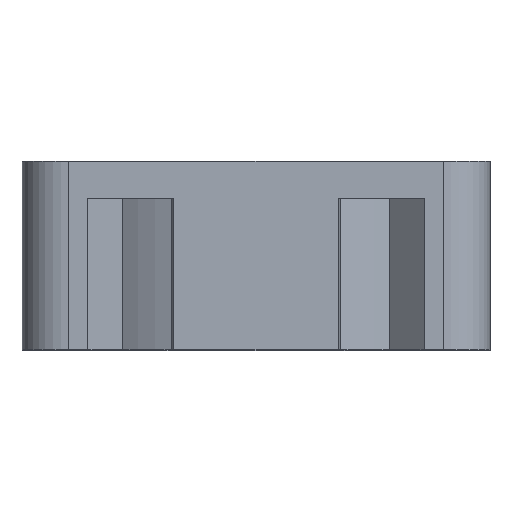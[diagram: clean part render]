
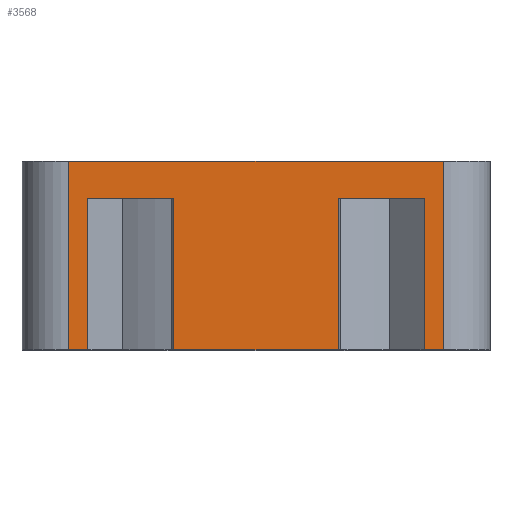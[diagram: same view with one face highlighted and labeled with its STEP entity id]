
A CAD part, top view. The second image highlights one B-rep face of the part: STEP entity #3568.
In plain terms, the highlighted planar face has unit normal (0, 0, 1).
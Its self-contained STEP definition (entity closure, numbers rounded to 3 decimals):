
#132=DIRECTION('',(1.,0.,0.));
#133=VECTOR('',#132,1.036);
#134=CARTESIAN_POINT('',(-10.05,0.,12.55));
#135=LINE('',#134,#133);
#162=DIRECTION('',(1.,0.,0.));
#163=VECTOR('',#162,1.036);
#164=CARTESIAN_POINT('',(9.014,0.,12.55));
#165=LINE('',#164,#163);
#518=DIRECTION('',(1.,0.,0.));
#519=VECTOR('',#518,20.1);
#520=CARTESIAN_POINT('',(-10.05,10.12,12.55));
#521=LINE('',#520,#519);
#1099=DIRECTION('',(0.,-1.,0.));
#1100=VECTOR('',#1099,10.12);
#1101=CARTESIAN_POINT('',(10.05,10.12,12.55));
#1102=LINE('',#1101,#1100);
#1108=DIRECTION('',(-1.,0.,0.));
#1109=VECTOR('',#1108,8.8);
#1110=CARTESIAN_POINT('',(4.4,0.,12.55));
#1111=LINE('',#1110,#1109);
#1112=DIRECTION('',(1.,0.,0.));
#1113=VECTOR('',#1112,4.614);
#1114=CARTESIAN_POINT('',(-9.014,8.12,12.55));
#1115=LINE('',#1114,#1113);
#1116=DIRECTION('',(0.,-1.,0.));
#1117=VECTOR('',#1116,8.12);
#1118=CARTESIAN_POINT('',(-9.014,8.12,12.55));
#1119=LINE('',#1118,#1117);
#1120=DIRECTION('',(0.,-1.,0.));
#1121=VECTOR('',#1120,8.12);
#1122=CARTESIAN_POINT('',(9.014,8.12,12.55));
#1123=LINE('',#1122,#1121);
#1124=DIRECTION('',(1.,0.,0.));
#1125=VECTOR('',#1124,4.614);
#1126=CARTESIAN_POINT('',(4.4,8.12,12.55));
#1127=LINE('',#1126,#1125);
#1128=DIRECTION('',(0.,1.,0.));
#1129=VECTOR('',#1128,8.12);
#1130=CARTESIAN_POINT('',(4.4,0.,12.55));
#1131=LINE('',#1130,#1129);
#1132=DIRECTION('',(0.,1.,0.));
#1133=VECTOR('',#1132,8.12);
#1134=CARTESIAN_POINT('',(-4.4,0.,12.55));
#1135=LINE('',#1134,#1133);
#1152=DIRECTION('',(0.,-1.,0.));
#1153=VECTOR('',#1152,10.12);
#1154=CARTESIAN_POINT('',(-10.05,10.12,12.55));
#1155=LINE('',#1154,#1153);
#1811=CARTESIAN_POINT('',(-9.014,0.,12.55));
#1813=VERTEX_POINT('',#1811);
#1814=CARTESIAN_POINT('',(9.014,0.,12.55));
#1816=VERTEX_POINT('',#1814);
#1844=CARTESIAN_POINT('',(-9.014,8.12,12.55));
#1845=VERTEX_POINT('',#1844);
#1846=CARTESIAN_POINT('',(9.014,8.12,12.55));
#1847=VERTEX_POINT('',#1846);
#1902=CARTESIAN_POINT('',(10.05,0.,12.55));
#1903=VERTEX_POINT('',#1902);
#1904=CARTESIAN_POINT('',(10.05,10.12,12.55));
#1905=VERTEX_POINT('',#1904);
#1906=CARTESIAN_POINT('',(-10.05,10.12,12.55));
#1907=CARTESIAN_POINT('',(-10.05,0.,12.55));
#1908=VERTEX_POINT('',#1906);
#1909=VERTEX_POINT('',#1907);
#1947=CARTESIAN_POINT('',(4.4,8.12,12.55));
#1949=VERTEX_POINT('',#1947);
#1950=CARTESIAN_POINT('',(-4.4,8.12,12.55));
#1952=VERTEX_POINT('',#1950);
#1958=CARTESIAN_POINT('',(4.4,0.,12.55));
#1959=VERTEX_POINT('',#1958);
#1960=CARTESIAN_POINT('',(-4.4,0.,12.55));
#1961=VERTEX_POINT('',#1960);
#3544=CARTESIAN_POINT('',(-12.55,0.,12.55));
#3545=DIRECTION('',(0.,0.,1.));
#3546=DIRECTION('',(1.,0.,0.));
#3547=AXIS2_PLACEMENT_3D('',#3544,#3545,#3546);
#3548=PLANE('',#3547);
#3549=ORIENTED_EDGE('',*,*,#2422,.T.);
#3551=ORIENTED_EDGE('',*,*,#3550,.T.);
#3552=ORIENTED_EDGE('',*,*,#3339,.F.);
#3554=ORIENTED_EDGE('',*,*,#3553,.T.);
#3555=ORIENTED_EDGE('',*,*,#2414,.F.);
#3557=ORIENTED_EDGE('',*,*,#3556,.F.);
#3558=ORIENTED_EDGE('',*,*,#2779,.T.);
#3559=ORIENTED_EDGE('',*,*,#3538,.T.);
#3560=ORIENTED_EDGE('',*,*,#2430,.F.);
#3562=ORIENTED_EDGE('',*,*,#3561,.F.);
#3563=ORIENTED_EDGE('',*,*,#3319,.F.);
#3565=ORIENTED_EDGE('',*,*,#3564,.F.);
#3566=EDGE_LOOP('',(#3549,#3551,#3552,#3554,#3555,#3557,#3558,#3559,#3560,#3562,
#3563,#3565));
#3567=FACE_OUTER_BOUND('',#3566,.F.);
#3568=ADVANCED_FACE('',(#3567),#3548,.T.);
#2414=EDGE_CURVE('',#1909,#1813,#135,.T.);
#2422=EDGE_CURVE('',#1959,#1961,#1111,.T.);
#2430=EDGE_CURVE('',#1816,#1903,#165,.T.);
#2779=EDGE_CURVE('',#1908,#1905,#521,.T.);
#3319=EDGE_CURVE('',#1949,#1847,#1127,.T.);
#3339=EDGE_CURVE('',#1845,#1952,#1115,.T.);
#3538=EDGE_CURVE('',#1905,#1903,#1102,.T.);
#3550=EDGE_CURVE('',#1961,#1952,#1135,.T.);
#3553=EDGE_CURVE('',#1845,#1813,#1119,.T.);
#3556=EDGE_CURVE('',#1908,#1909,#1155,.T.);
#3561=EDGE_CURVE('',#1847,#1816,#1123,.T.);
#3564=EDGE_CURVE('',#1959,#1949,#1131,.T.);
